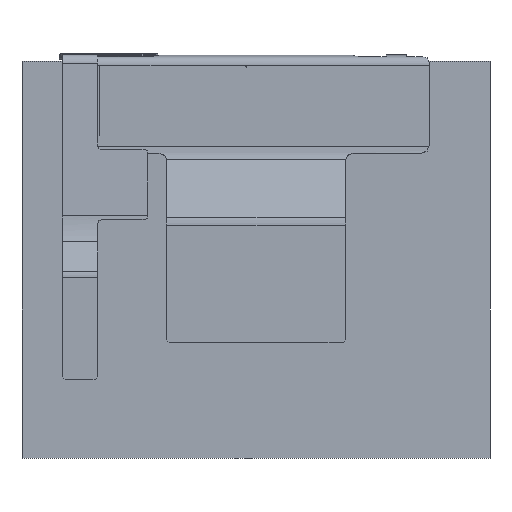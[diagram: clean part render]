
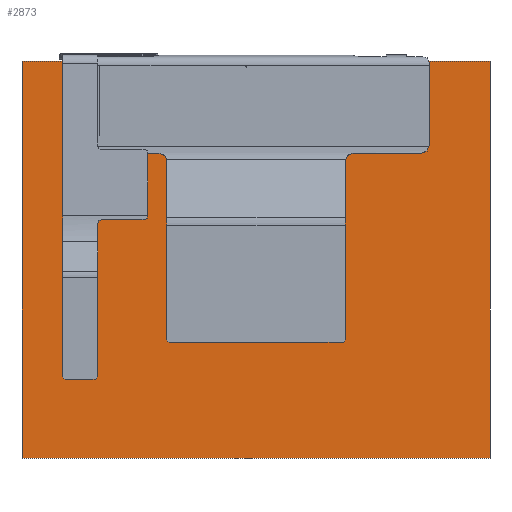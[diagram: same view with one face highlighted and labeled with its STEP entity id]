
A CAD part, front view. The second image highlights one B-rep face of the part: STEP entity #2873.
In plain terms, the highlighted planar face has unit normal (0, -1, 0).
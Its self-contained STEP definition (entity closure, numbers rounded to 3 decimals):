
#169=FACE_OUTER_BOUND('',#346,.T.);
#346=EDGE_LOOP('',(#1921,#1922,#1923,#1924));
#528=LINE('',#3971,#866);
#532=LINE('',#3979,#870);
#535=LINE('',#3985,#873);
#538=LINE('',#3990,#876);
#866=VECTOR('',#3264,10.);
#870=VECTOR('',#3270,10.);
#873=VECTOR('',#3275,10.);
#876=VECTOR('',#3280,10.);
#1200=VERTEX_POINT('',#3969);
#1201=VERTEX_POINT('',#3970);
#1204=VERTEX_POINT('',#3978);
#1206=VERTEX_POINT('',#3984);
#1463=EDGE_CURVE('',#1200,#1201,#528,.T.);
#1467=EDGE_CURVE('',#1204,#1200,#532,.T.);
#1470=EDGE_CURVE('',#1206,#1204,#535,.T.);
#1473=EDGE_CURVE('',#1201,#1206,#538,.T.);
#1921=ORIENTED_EDGE('',*,*,#1473,.F.);
#1922=ORIENTED_EDGE('',*,*,#1463,.F.);
#1923=ORIENTED_EDGE('',*,*,#1467,.F.);
#1924=ORIENTED_EDGE('',*,*,#1470,.F.);
#2739=PLANE('',#3066);
#2873=ADVANCED_FACE('',(#169),#2739,.F.);
#3066=AXIS2_PLACEMENT_3D('',#3993,#3284,#3285);
#3264=DIRECTION('',(0.,0.,1.));
#3270=DIRECTION('',(-1.,0.,0.));
#3275=DIRECTION('',(0.,0.,-1.));
#3280=DIRECTION('',(1.,0.,0.));
#3284=DIRECTION('center_axis',(0.,1.,0.));
#3285=DIRECTION('ref_axis',(1.,0.,0.));
#3969=CARTESIAN_POINT('',(-30.15,0.9,-25.575));
#3970=CARTESIAN_POINT('',(-30.15,0.9,25.575));
#3971=CARTESIAN_POINT('',(-30.15,0.9,-25.575));
#3978=CARTESIAN_POINT('',(30.15,0.9,-25.575));
#3979=CARTESIAN_POINT('',(30.15,0.9,-25.575));
#3984=CARTESIAN_POINT('',(30.15,0.9,25.575));
#3985=CARTESIAN_POINT('',(30.15,0.9,25.575));
#3990=CARTESIAN_POINT('',(-30.15,0.9,25.575));
#3993=CARTESIAN_POINT('Origin',(0.,0.9,21.713));
